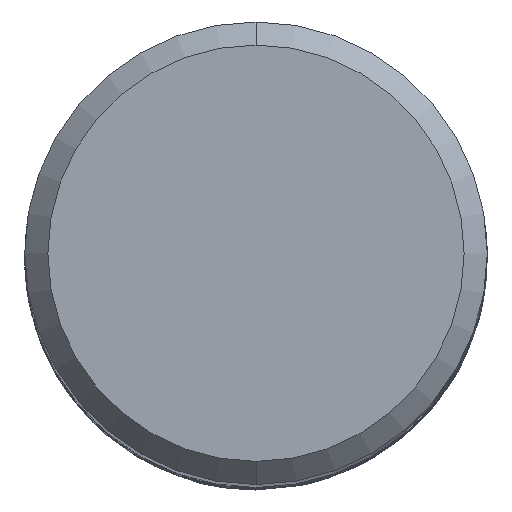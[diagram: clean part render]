
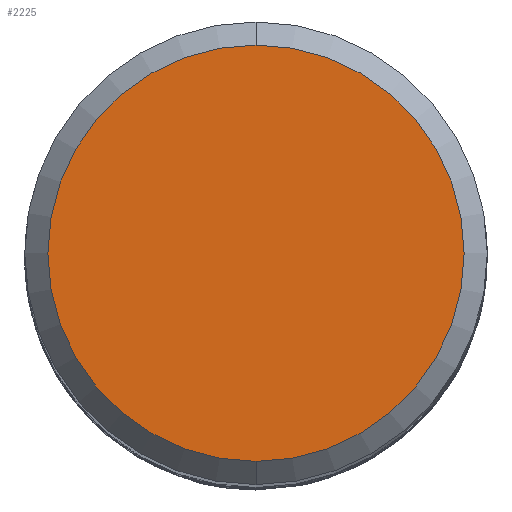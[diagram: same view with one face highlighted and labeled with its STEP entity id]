
A CAD part, top view. The second image highlights one B-rep face of the part: STEP entity #2225.
In plain terms, the highlighted planar face has unit normal (0, 0, 1).
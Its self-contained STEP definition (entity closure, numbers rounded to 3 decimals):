
#1697=VERTEX_POINT('',#3610);
#1737=VERTEX_POINT('',#3651);
#2081=EDGE_CURVE('',#1697,#1737,#4022,.T.);
#2225=ADVANCED_FACE('',(#4180),#4181,.T.);
#2513=EDGE_CURVE('',#1737,#1697,#4503,.T.);
#3610=CARTESIAN_POINT('',(0.0,7.2,0.0));
#3651=CARTESIAN_POINT('',(0.,-7.2,0.0));
#4022=CIRCLE('',#19887,7.2);
#4180=FACE_OUTER_BOUND('',#22508,.T.);
#4181=PLANE('',#22509);
#4503=CIRCLE('',#26618,7.2);
#19887=AXIS2_PLACEMENT_3D('',#33176,#33177,#33178);
#22508=EDGE_LOOP('',(#33396,#33397));
#22509=AXIS2_PLACEMENT_3D('',#33398,#33399,#33400);
#26618=AXIS2_PLACEMENT_3D('',#33793,#33794,#33795);
#33176=CARTESIAN_POINT('',(0.0,0.0,0.0));
#33177=DIRECTION('',(0.0,0.0,-1.0));
#33178=DIRECTION('',(0.0,1.0,0.0));
#33396=ORIENTED_EDGE('',*,*,#2081,.F.);
#33397=ORIENTED_EDGE('',*,*,#2513,.F.);
#33398=CARTESIAN_POINT('',(0.0,3.6,0.0));
#33399=DIRECTION('',(-0.0,0.0,1.0));
#33400=DIRECTION('',(0.0,-1.0,0.0));
#33793=CARTESIAN_POINT('',(0.0,0.0,0.0));
#33794=DIRECTION('',(0.0,0.0,-1.0));
#33795=DIRECTION('',(0.0,1.0,0.0));
